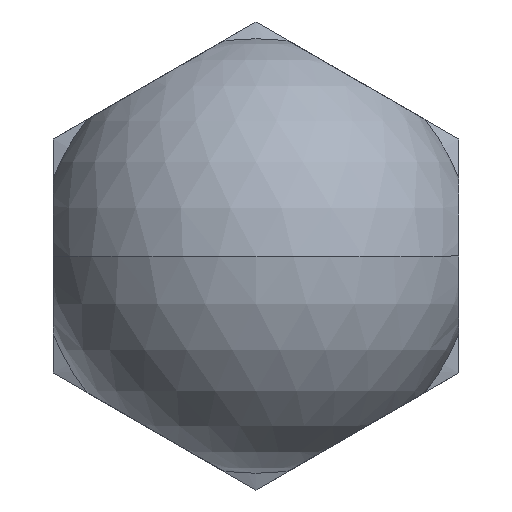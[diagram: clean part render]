
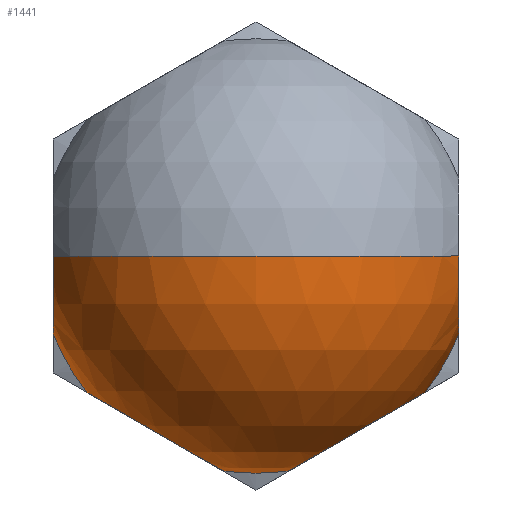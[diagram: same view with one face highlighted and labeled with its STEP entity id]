
A CAD part, front view. The second image highlights one B-rep face of the part: STEP entity #1441.
In plain terms, the highlighted spherical face has radius 7.5 mm.
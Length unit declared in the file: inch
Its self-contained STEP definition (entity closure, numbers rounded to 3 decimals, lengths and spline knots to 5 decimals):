
#10 = ORIENTED_EDGE ( 'NONE', *, *, #1333, .F. ) ;
#20 = AXIS2_PLACEMENT_3D ( 'NONE', #454, #334, #795 ) ;
#46 = AXIS2_PLACEMENT_3D ( 'NONE', #1430, #536, #1083 ) ;
#105 = CARTESIAN_POINT ( 'NONE',  ( -0.27559, -0.67687, 0. ) ) ;
#126 = CARTESIAN_POINT ( 'NONE',  ( 0.2296, -0.57087, -0.18566 ) ) ;
#175 = ORIENTED_EDGE ( 'NONE', *, *, #875, .T. ) ;
#192 = DIRECTION ( 'NONE',  ( 0., 1., 0. ) ) ;
#210 = VERTEX_POINT ( 'NONE', #867 ) ;
#237 = ORIENTED_EDGE ( 'NONE', *, *, #299, .T. ) ;
#292 = EDGE_CURVE ( 'NONE', #1111, #421, #746, .T. ) ;
#299 = EDGE_CURVE ( 'NONE', #801, #1111, #411, .T. ) ;
#319 = ORIENTED_EDGE ( 'NONE', *, *, #292, .T. ) ;
#334 = DIRECTION ( 'NONE',  ( 0.5, 0., 0.866 ) ) ;
#411 = CIRCLE ( 'NONE', #1422, 0.10601 ) ;
#421 = VERTEX_POINT ( 'NONE', #105 ) ;
#453 = VERTEX_POINT ( 'NONE', #126 ) ;
#454 = CARTESIAN_POINT ( 'NONE',  ( -0.1378, -0.57087, -0.23867 ) ) ;
#496 = CARTESIAN_POINT ( 'NONE',  ( 0.27559, -0.57087, -0.10601 ) ) ;
#514 = CIRCLE ( 'NONE', #953, 0.29528 ) ;
#533 = ORIENTED_EDGE ( 'NONE', *, *, #537, .T. ) ;
#536 = DIRECTION ( 'NONE',  ( 1., 0., 0. ) ) ;
#537 = EDGE_CURVE ( 'NONE', #421, #210, #886, .T. ) ;
#540 = DIRECTION ( 'NONE',  ( -1., 0., 0. ) ) ;
#546 = DIRECTION ( 'NONE',  ( 0., 1., 0. ) ) ;
#567 = EDGE_LOOP ( 'NONE', ( #806, #175, #1465, #237, #319, #533, #10, #624 ) ) ;
#597 = CIRCLE ( 'NONE', #738, 0.29528 ) ;
#624 = ORIENTED_EDGE ( 'NONE', *, *, #744, .T. ) ;
#659 = SPHERICAL_SURFACE ( 'NONE', #923, 0.29528 ) ;
#687 = DIRECTION ( 'NONE',  ( -1., 0., 0. ) ) ;
#690 = VERTEX_POINT ( 'NONE', #888 ) ;
#706 = CARTESIAN_POINT ( 'NONE',  ( 0.1378, -0.57087, -0.23867 ) ) ;
#738 = AXIS2_PLACEMENT_3D ( 'NONE', #1448, #546, #868 ) ;
#741 = VERTEX_POINT ( 'NONE', #1459 ) ;
#744 = EDGE_CURVE ( 'NONE', #690, #741, #909, .T. ) ;
#746 = CIRCLE ( 'NONE', #1047, 0.29528 ) ;
#760 = VERTEX_POINT ( 'NONE', #1475 ) ;
#771 = CARTESIAN_POINT ( 'NONE',  ( 0.27559, -0.67687, 0. ) ) ;
#784 = CARTESIAN_POINT ( 'NONE',  ( 0.27559, -0.57087, 0. ) ) ;
#795 = DIRECTION ( 'NONE',  ( -0.866, 0., 0.5 ) ) ;
#797 = AXIS2_PLACEMENT_3D ( 'NONE', #706, #1278, #1266 ) ;
#801 = VERTEX_POINT ( 'NONE', #496 ) ;
#804 = CARTESIAN_POINT ( 'NONE',  ( 0., -0.57087, 0. ) ) ;
#806 = ORIENTED_EDGE ( 'NONE', *, *, #1022, .F. ) ;
#830 = CIRCLE ( 'NONE', #1275, 0.29528 ) ;
#867 = CARTESIAN_POINT ( 'NONE',  ( -0.27559, -0.57087, -0.10601 ) ) ;
#868 = DIRECTION ( 'NONE',  ( -1., 0., 0. ) ) ;
#875 = EDGE_CURVE ( 'NONE', #760, #453, #1261, .T. ) ;
#886 = CIRCLE ( 'NONE', #46, 0.10601 ) ;
#888 = CARTESIAN_POINT ( 'NONE',  ( -0.2296, -0.57087, -0.18566 ) ) ;
#890 = DIRECTION ( 'NONE',  ( -1., 0., 0. ) ) ;
#891 = DIRECTION ( 'NONE',  ( -1., 0., 0. ) ) ;
#909 = CIRCLE ( 'NONE', #20, 0.10601 ) ;
#923 = AXIS2_PLACEMENT_3D ( 'NONE', #1000, #1221, #891 ) ;
#953 = AXIS2_PLACEMENT_3D ( 'NONE', #1339, #192, #540 ) ;
#1000 = CARTESIAN_POINT ( 'NONE',  ( 0., -0.57087, 0. ) ) ;
#1008 = CARTESIAN_POINT ( 'NONE',  ( 0., -0.57087, 0. ) ) ;
#1022 = EDGE_CURVE ( 'NONE', #760, #741, #514, .T. ) ;
#1043 = DIRECTION ( 'NONE',  ( 0., -1., 0. ) ) ;
#1047 = AXIS2_PLACEMENT_3D ( 'NONE', #1008, #1220, #687 ) ;
#1083 = DIRECTION ( 'NONE',  ( 0., -1., 0. ) ) ;
#1111 = VERTEX_POINT ( 'NONE', #771 ) ;
#1131 = DIRECTION ( 'NONE',  ( 1., 0., 0. ) ) ;
#1198 = EDGE_CURVE ( 'NONE', #453, #801, #830, .T. ) ;
#1211 = FACE_OUTER_BOUND ( 'NONE', #567, .T. ) ;
#1220 = DIRECTION ( 'NONE',  ( 0., 0., -1. ) ) ;
#1221 = DIRECTION ( 'NONE',  ( 0., 0., -1. ) ) ;
#1248 = DIRECTION ( 'NONE',  ( 0., 1., 0. ) ) ;
#1261 = CIRCLE ( 'NONE', #797, 0.10601 ) ;
#1266 = DIRECTION ( 'NONE',  ( -0.866, 0., -0.5 ) ) ;
#1275 = AXIS2_PLACEMENT_3D ( 'NONE', #804, #1043, #1131 ) ;
#1278 = DIRECTION ( 'NONE',  ( -0.5, 0., 0.866 ) ) ;
#1333 = EDGE_CURVE ( 'NONE', #690, #210, #597, .T. ) ;
#1339 = CARTESIAN_POINT ( 'NONE',  ( 0., -0.57087, 0. ) ) ;
#1422 = AXIS2_PLACEMENT_3D ( 'NONE', #784, #890, #1248 ) ;
#1430 = CARTESIAN_POINT ( 'NONE',  ( -0.27559, -0.57087, 0. ) ) ;
#1441 = ADVANCED_FACE ( 'NONE', ( #1211 ), #659, .T. ) ;
#1448 = CARTESIAN_POINT ( 'NONE',  ( 0., -0.57087, 0. ) ) ;
#1459 = CARTESIAN_POINT ( 'NONE',  ( -0.04599, -0.57087, -0.29167 ) ) ;
#1465 = ORIENTED_EDGE ( 'NONE', *, *, #1198, .T. ) ;
#1475 = CARTESIAN_POINT ( 'NONE',  ( 0.04599, -0.57087, -0.29167 ) ) ;
